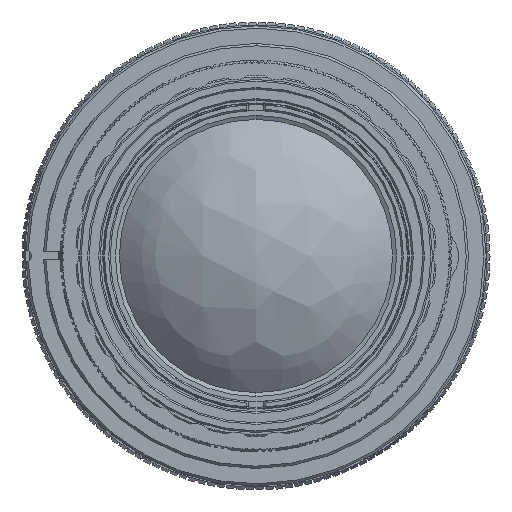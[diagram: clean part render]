
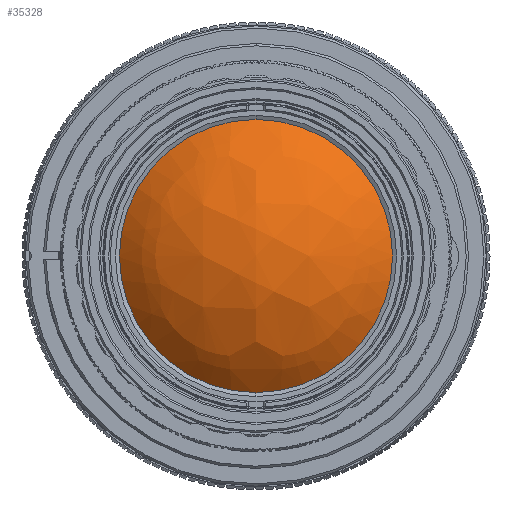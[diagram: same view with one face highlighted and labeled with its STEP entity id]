
A CAD part, left-side view. The second image highlights one B-rep face of the part: STEP entity #35328.
In plain terms, the highlighted free-form (B-spline) face has degree [3, 3] with [4, 4] control points.
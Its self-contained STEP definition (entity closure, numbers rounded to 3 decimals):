
#1164 = CARTESIAN_POINT ( 'NONE',  ( -6.448, -7.649, -8.465 ) ) ;
#1469 = CARTESIAN_POINT ( 'NONE',  ( -6.474, -7.649, 8.366 ) ) ;
#6180 = CARTESIAN_POINT ( 'NONE',  ( 5.281, 18.437, -5.453 ) ) ;
#8338 = CARTESIAN_POINT ( 'NONE',  ( 5.348, -18.514, 5.368 ) ) ;
#9928 = CARTESIAN_POINT ( 'NONE',  ( 7.233, 0., 0. ) ) ;
#13429 = CARTESIAN_POINT ( 'NONE',  ( 5.265, 18.437, 5.389 ) ) ;
#15928 = CARTESIAN_POINT ( 'NONE',  ( 5.191, -7.649, 20.498 ) ) ;
#20799 = AXIS2_PLACEMENT_3D ( 'NONE', #34193, #27632, #63592 ) ;
#22505 = CARTESIAN_POINT ( 'NONE',  ( 12.832, -18.514, 13.152 ) ) ;
#27632 = DIRECTION ( 'NONE',  ( -1., 0., 0. ) ) ;
#34193 = CARTESIAN_POINT ( 'NONE',  ( 7.233, 0., 0. ) ) ;
#35049 = CARTESIAN_POINT ( 'NONE',  ( 5.23, 7.53, -20.584 ) ) ;
#35328 = ADVANCED_FACE ( 'NONE', ( #63843 ), #51605, .T. ) ;
#37246 = CARTESIAN_POINT ( 'NONE',  ( 5.364, -18.514, -5.431 ) ) ;
#40322 = CIRCLE ( 'NONE', #20799, 18.2 ) ;
#43860 = CARTESIAN_POINT ( 'NONE',  ( 5.253, -7.649, -20.563 ) ) ;
#49191 = CARTESIAN_POINT ( 'NONE',  ( 12.818, 18.437, -13.246 ) ) ;
#51258 = CARTESIAN_POINT ( 'NONE',  ( 7.233, 0., -18.2 ) ) ;
#51605 =( BOUNDED_SURFACE ( )  B_SPLINE_SURFACE ( 3, 3, ( 
 ( #49191, #6180, #13429, #77948 ),
 ( #35049, #85124, #56662, #72563 ),
 ( #43860, #1164, #1469, #15928 ),
 ( #72243, #37246, #8338, #22505 ) ),
 .UNSPECIFIED., .F., .F., .F. ) 
 B_SPLINE_SURFACE_WITH_KNOTS ( ( 4, 4 ),
 ( 4, 4 ),
 ( 0., 1. ),
 ( 0., 1. ),
 .UNSPECIFIED. ) 
 GEOMETRIC_REPRESENTATION_ITEM ( )  RATIONAL_B_SPLINE_SURFACE ( (
 ( 1., 0.813, 0.813, 1.),
 ( 0.811, 0.66, 0.66, 0.811),
 ( 0.811, 0.66, 0.66, 0.811),
 ( 1., 0.813, 0.813, 1.) ) ) 
 REPRESENTATION_ITEM ( '' )  SURFACE ( )  );
#53792 = AXIS2_PLACEMENT_3D ( 'NONE', #9928, #74725, #82198 ) ;
#56662 = CARTESIAN_POINT ( 'NONE',  ( -6.508, 7.53, 8.374 ) ) ;
#56673 = CARTESIAN_POINT ( 'NONE',  ( 7.233, 0., 18.2 ) ) ;
#57614 = VERTEX_POINT ( 'NONE', #51258 ) ;
#58954 = ORIENTED_EDGE ( 'NONE', *, *, #86705, .T. ) ;
#59279 = ORIENTED_EDGE ( 'NONE', *, *, #79982, .T. ) ;
#63592 = DIRECTION ( 'NONE',  ( 0., 0., 1. ) ) ;
#63843 = FACE_OUTER_BOUND ( 'NONE', #72770, .T. ) ;
#67011 = VERTEX_POINT ( 'NONE', #56673 ) ;
#72243 = CARTESIAN_POINT ( 'NONE',  ( 12.872, -18.514, -13.194 ) ) ;
#72563 = CARTESIAN_POINT ( 'NONE',  ( 5.169, 7.53, 20.52 ) ) ;
#72770 = EDGE_LOOP ( 'NONE', ( #59279, #58954 ) ) ;
#74725 = DIRECTION ( 'NONE',  ( -1., 0., 0. ) ) ;
#77948 = CARTESIAN_POINT ( 'NONE',  ( 12.778, 18.437, 13.204 ) ) ;
#78716 = CIRCLE ( 'NONE', #53792, 18.2 ) ;
#79982 = EDGE_CURVE ( 'NONE', #67011, #57614, #40322, .T. ) ;
#82198 = DIRECTION ( 'NONE',  ( 0., 0., 1. ) ) ;
#85124 = CARTESIAN_POINT ( 'NONE',  ( -6.482, 7.53, -8.474 ) ) ;
#86705 = EDGE_CURVE ( 'NONE', #57614, #67011, #78716, .T. ) ;
